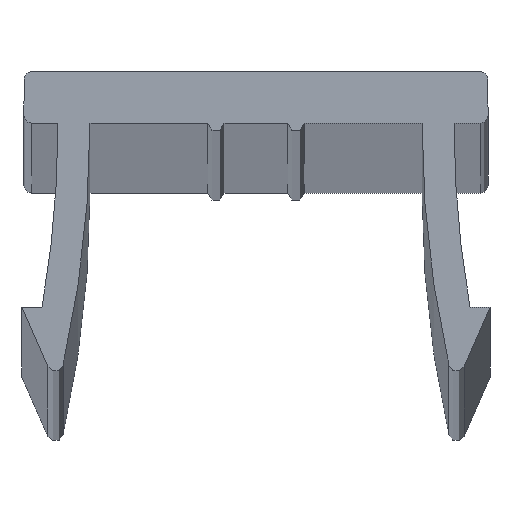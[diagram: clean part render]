
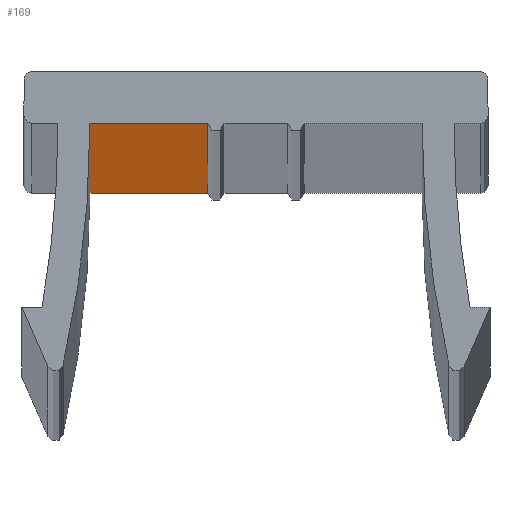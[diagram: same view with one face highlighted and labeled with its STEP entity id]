
A CAD part, top view. The second image highlights one B-rep face of the part: STEP entity #169.
In plain terms, the highlighted planar face has unit normal (0, -1, 0).
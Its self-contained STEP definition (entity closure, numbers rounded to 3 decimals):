
#4 = VERTEX_POINT ( 'NONE', #712 ) ;
#9 = VERTEX_POINT ( 'NONE', #743 ) ;
#26 = CARTESIAN_POINT ( 'NONE',  ( -4.1, -1.3, 0. ) ) ;
#31 = DIRECTION ( 'NONE',  ( 0., 0., 1. ) ) ;
#34 = DIRECTION ( 'NONE',  ( 1., 0., 0. ) ) ;
#76 = CARTESIAN_POINT ( 'NONE',  ( -4.15, -1.3, 0. ) ) ;
#115 = VECTOR ( 'NONE', #595, 1000. ) ;
#133 = LINE ( 'NONE', #168, #115 ) ;
#143 = VECTOR ( 'NONE', #486, 1000. ) ;
#161 = LINE ( 'NONE', #588, #143 ) ;
#164 = AXIS2_PLACEMENT_3D ( 'NONE', #250, #228, #226 ) ;
#168 = CARTESIAN_POINT ( 'NONE',  ( -1.2, -1.3, 0. ) ) ;
#169 = ADVANCED_FACE ( 'NONE', ( #750 ), #262, .F. ) ;
#226 = DIRECTION ( 'NONE',  ( -1., 0., 0. ) ) ;
#228 = DIRECTION ( 'NONE',  ( 0., 1., 0. ) ) ;
#250 = CARTESIAN_POINT ( 'NONE',  ( -5.6, -1.3, 1000. ) ) ;
#262 = PLANE ( 'NONE',  #164 ) ;
#304 = ORIENTED_EDGE ( 'NONE', *, *, #328, .F. ) ;
#328 = EDGE_CURVE ( 'NONE', #799, #9, #698, .T. ) ;
#337 = EDGE_CURVE ( 'NONE', #799, #687, #664, .T. ) ;
#347 = CARTESIAN_POINT ( 'NONE',  ( -4.15, -1.3, 0. ) ) ;
#486 = DIRECTION ( 'NONE',  ( 1., 0., 0. ) ) ;
#509 = EDGE_CURVE ( 'NONE', #9, #4, #161, .T. ) ;
#515 = EDGE_CURVE ( 'NONE', #687, #4, #133, .T. ) ;
#585 = EDGE_LOOP ( 'NONE', ( #614, #304, #646, #706 ) ) ;
#588 = CARTESIAN_POINT ( 'NONE',  ( -5.6, -1.3, 1000. ) ) ;
#595 = DIRECTION ( 'NONE',  ( 0., 0., 1. ) ) ;
#614 = ORIENTED_EDGE ( 'NONE', *, *, #509, .F. ) ;
#629 = CARTESIAN_POINT ( 'NONE',  ( -1.2, -1.3, 0. ) ) ;
#633 = VECTOR ( 'NONE', #34, 1000. ) ;
#641 = VECTOR ( 'NONE', #31, 1000. ) ;
#646 = ORIENTED_EDGE ( 'NONE', *, *, #337, .T. ) ;
#664 = LINE ( 'NONE', #26, #633 ) ;
#687 = VERTEX_POINT ( 'NONE', #629 ) ;
#698 = LINE ( 'NONE', #76, #641 ) ;
#706 = ORIENTED_EDGE ( 'NONE', *, *, #515, .T. ) ;
#712 = CARTESIAN_POINT ( 'NONE',  ( -1.2, -1.3, 1000. ) ) ;
#743 = CARTESIAN_POINT ( 'NONE',  ( -4.15, -1.3, 1000. ) ) ;
#750 = FACE_OUTER_BOUND ( 'NONE', #585, .T. ) ;
#799 = VERTEX_POINT ( 'NONE', #347 ) ;
